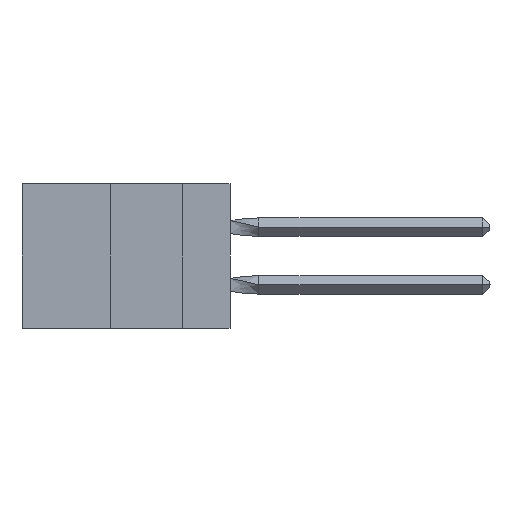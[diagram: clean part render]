
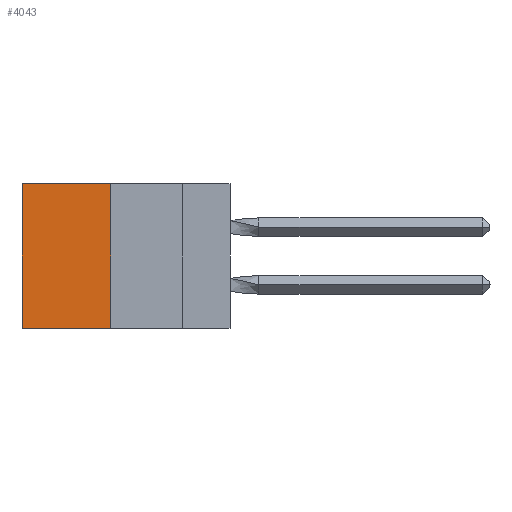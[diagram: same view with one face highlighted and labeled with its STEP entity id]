
A CAD part, left-side view. The second image highlights one B-rep face of the part: STEP entity #4043.
In plain terms, the highlighted planar face has unit normal (-1, 0, 0).
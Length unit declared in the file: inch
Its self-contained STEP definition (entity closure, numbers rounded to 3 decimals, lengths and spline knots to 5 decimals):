
#85 = EDGE_LOOP ( 'NONE', ( #22243, #13427, #1191, #6458 ) ) ;
#813 = CARTESIAN_POINT ( 'NONE',  ( 0.305, 0.413, -0.5 ) ) ;
#866 = DIRECTION ( 'NONE',  ( 0., 0., -1. ) ) ;
#1133 = FACE_OUTER_BOUND ( 'NONE', #85, .T. ) ;
#1191 = ORIENTED_EDGE ( 'NONE', *, *, #17438, .F. ) ;
#1467 = DIRECTION ( 'NONE',  ( 0., 1., 0. ) ) ;
#1793 = VERTEX_POINT ( 'NONE', #17241 ) ;
#1821 = CARTESIAN_POINT ( 'NONE',  ( 0.305, 0.72, -0.5 ) ) ;
#2579 = VECTOR ( 'NONE', #1467, 39.37008 ) ;
#2592 = LINE ( 'NONE', #813, #12369 ) ;
#4043 = ADVANCED_FACE ( 'NONE', ( #1133 ), #4884, .F. ) ;
#4498 = DIRECTION ( 'NONE',  ( 0., 1., 0. ) ) ;
#4884 = PLANE ( 'NONE',  #18620 ) ;
#5462 = LINE ( 'NONE', #6435, #14943 ) ;
#6435 = CARTESIAN_POINT ( 'NONE',  ( 0.305, 0.413, -0.5 ) ) ;
#6458 = ORIENTED_EDGE ( 'NONE', *, *, #8275, .T. ) ;
#8258 = EDGE_CURVE ( 'NONE', #1793, #14032, #19370, .T. ) ;
#8275 = EDGE_CURVE ( 'NONE', #21111, #1793, #9587, .T. ) ;
#9169 = CARTESIAN_POINT ( 'NONE',  ( 0.305, 0.72, -0.5 ) ) ;
#9587 = LINE ( 'NONE', #13135, #2579 ) ;
#11146 = VERTEX_POINT ( 'NONE', #15458 ) ;
#12369 = VECTOR ( 'NONE', #4498, 39.37008 ) ;
#12508 = CARTESIAN_POINT ( 'NONE',  ( 0.305, 0.413, -0.5 ) ) ;
#13135 = CARTESIAN_POINT ( 'NONE',  ( 0.305, 0.413, 0. ) ) ;
#13285 = VECTOR ( 'NONE', #24978, 39.37008 ) ;
#13427 = ORIENTED_EDGE ( 'NONE', *, *, #21877, .F. ) ;
#14032 = VERTEX_POINT ( 'NONE', #1821 ) ;
#14450 = CARTESIAN_POINT ( 'NONE',  ( 0.305, 0.413, 0. ) ) ;
#14649 = DIRECTION ( 'NONE',  ( 1., 0., 0. ) ) ;
#14943 = VECTOR ( 'NONE', #19782, 39.37008 ) ;
#15458 = CARTESIAN_POINT ( 'NONE',  ( 0.305, 0.413, -0.5 ) ) ;
#17241 = CARTESIAN_POINT ( 'NONE',  ( 0.305, 0.72, 0. ) ) ;
#17438 = EDGE_CURVE ( 'NONE', #21111, #11146, #5462, .T. ) ;
#18620 = AXIS2_PLACEMENT_3D ( 'NONE', #12508, #14649, #866 ) ;
#19370 = LINE ( 'NONE', #9169, #13285 ) ;
#19782 = DIRECTION ( 'NONE',  ( 0., 0., -1. ) ) ;
#21111 = VERTEX_POINT ( 'NONE', #14450 ) ;
#21877 = EDGE_CURVE ( 'NONE', #11146, #14032, #2592, .T. ) ;
#22243 = ORIENTED_EDGE ( 'NONE', *, *, #8258, .T. ) ;
#24978 = DIRECTION ( 'NONE',  ( 0., 0., -1. ) ) ;
